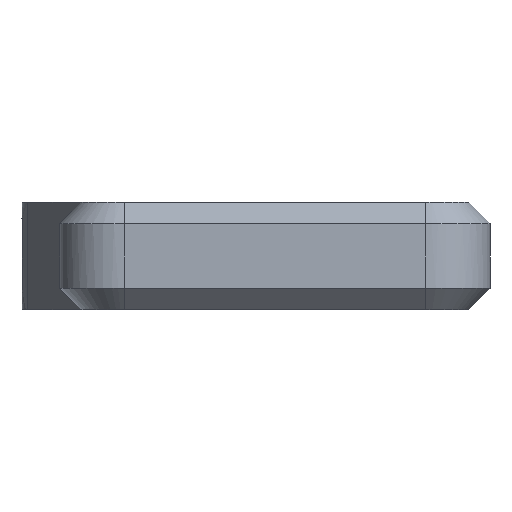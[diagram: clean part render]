
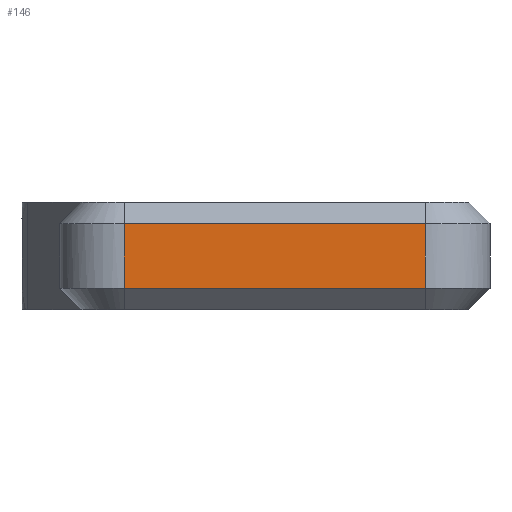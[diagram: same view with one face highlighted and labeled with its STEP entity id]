
A CAD part, front view. The second image highlights one B-rep face of the part: STEP entity #146.
In plain terms, the highlighted planar face has unit normal (0, -1, 0).
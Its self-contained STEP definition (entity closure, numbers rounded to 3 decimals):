
#146=ADVANCED_FACE('',(#324),#2739,.T.);
#324=FACE_OUTER_BOUND('',#517,.T.);
#517=EDGE_LOOP('',(#1235,#1236,#1237,#1238));
#1235=ORIENTED_EDGE('',*,*,#1849,.F.);
#1236=ORIENTED_EDGE('',*,*,#1850,.F.);
#1237=ORIENTED_EDGE('',*,*,#1851,.F.);
#1238=ORIENTED_EDGE('',*,*,#1848,.F.);
#1848=EDGE_CURVE('',#2671,#2672,#2221,.T.);
#1849=EDGE_CURVE('',#2673,#2671,#2222,.T.);
#1850=EDGE_CURVE('',#2674,#2673,#2223,.T.);
#1851=EDGE_CURVE('',#2672,#2674,#2224,.T.);
#2221=B_SPLINE_CURVE_WITH_KNOTS('',1,(#12858,#12859),.UNSPECIFIED.,.F.,
 .F.,(2,2),(-6.,0.),.UNSPECIFIED.);
#2222=B_SPLINE_CURVE_WITH_KNOTS('',1,(#12860,#12861),.UNSPECIFIED.,.F.,
 .F.,(2,2),(-28.,0.),.UNSPECIFIED.);
#2223=B_SPLINE_CURVE_WITH_KNOTS('',1,(#12862,#12863),.UNSPECIFIED.,.F.,
 .F.,(2,2),(-6.,0.),.UNSPECIFIED.);
#2224=B_SPLINE_CURVE_WITH_KNOTS('',1,(#12864,#12865),.UNSPECIFIED.,.F.,
 .F.,(2,2),(-28.,0.),.UNSPECIFIED.);
#2671=VERTEX_POINT('',#9343);
#2672=VERTEX_POINT('',#9344);
#2673=VERTEX_POINT('',#9345);
#2674=VERTEX_POINT('',#9346);
#2739=PLANE('',#2934);
#2934=AXIS2_PLACEMENT_3D('',#8538,#3026,$);
#3026=DIRECTION('',(0.,-1.,0.));
#8538=CARTESIAN_POINT('',(16.801,-13.025,-5.076));
#9343=CARTESIAN_POINT('',(14.,-13.025,1.525));
#9344=CARTESIAN_POINT('',(14.,-13.025,-4.475));
#9345=CARTESIAN_POINT('',(-14.,-13.025,1.525));
#9346=CARTESIAN_POINT('',(-14.,-13.025,-4.475));
#12858=CARTESIAN_POINT('',(14.,-13.025,1.525));
#12859=CARTESIAN_POINT('',(14.,-13.025,-4.475));
#12860=CARTESIAN_POINT('',(-14.,-13.025,1.525));
#12861=CARTESIAN_POINT('',(14.,-13.025,1.525));
#12862=CARTESIAN_POINT('',(-14.,-13.025,-4.475));
#12863=CARTESIAN_POINT('',(-14.,-13.025,1.525));
#12864=CARTESIAN_POINT('',(14.,-13.025,-4.475));
#12865=CARTESIAN_POINT('',(-14.,-13.025,-4.475));
